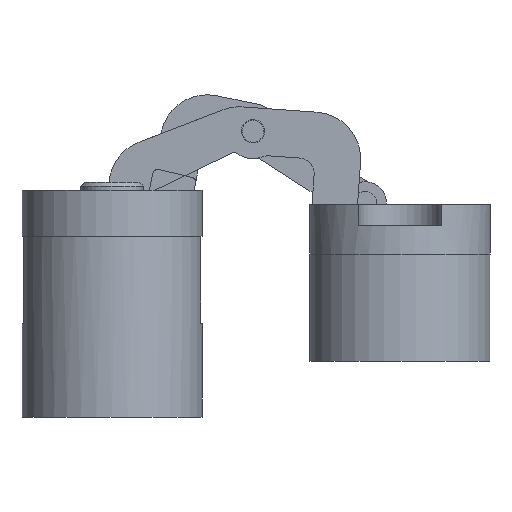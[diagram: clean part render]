
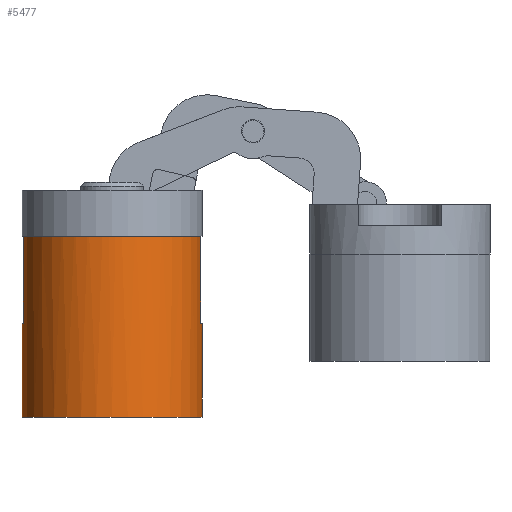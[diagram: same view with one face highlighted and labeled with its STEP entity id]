
A CAD part, front view. The second image highlights one B-rep face of the part: STEP entity #5477.
In plain terms, the highlighted cylindrical face has radius 11.5 mm (diameter 23 mm), a partial arc.
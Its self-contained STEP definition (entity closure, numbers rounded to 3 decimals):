
#365=CYLINDRICAL_SURFACE('',#6067,11.5);
#573=FACE_OUTER_BOUND('',#877,.T.);
#877=EDGE_LOOP('',(#4463,#4464,#4465,#4466,#4467,#4468,#4469,#4470,#4471,
#4472,#4473,#4474,#4475,#4476,#4477,#4478));
#1146=LINE('',#8269,#1693);
#1151=LINE('',#8279,#1698);
#1174=LINE('',#8355,#1721);
#1180=LINE('',#8367,#1727);
#1292=LINE('',#8703,#1839);
#1336=LINE('',#8822,#1883);
#1345=LINE('',#8839,#1892);
#1375=LINE('',#8905,#1922);
#1693=VECTOR('',#6552,10.);
#1698=VECTOR('',#6559,10.);
#1721=VECTOR('',#6638,10.);
#1727=VECTOR('',#6646,10.);
#1839=VECTOR('',#6992,10.);
#1883=VECTOR('',#7114,10.);
#1892=VECTOR('',#7125,10.);
#1922=VECTOR('',#7187,10.);
#2185=CIRCLE('',#5872,11.5);
#2203=CIRCLE('',#5908,11.5);
#2245=CIRCLE('',#6004,11.5);
#2252=CIRCLE('',#6014,11.5);
#2268=CIRCLE('',#6068,11.5);
#2269=CIRCLE('',#6069,11.5);
#2270=CIRCLE('',#6070,11.5);
#2271=CIRCLE('',#6071,11.5);
#2489=VERTEX_POINT('',#8266);
#2490=VERTEX_POINT('',#8268);
#2492=VERTEX_POINT('',#8273);
#2494=VERTEX_POINT('',#8277);
#2517=VERTEX_POINT('',#8351);
#2519=VERTEX_POINT('',#8354);
#2522=VERTEX_POINT('',#8361);
#2524=VERTEX_POINT('',#8365);
#2621=VERTEX_POINT('',#8679);
#2623=VERTEX_POINT('',#8682);
#2630=VERTEX_POINT('',#8700);
#2631=VERTEX_POINT('',#8702);
#2638=VERTEX_POINT('',#8718);
#2667=VERTEX_POINT('',#8821);
#2672=VERTEX_POINT('',#8832);
#2694=VERTEX_POINT('',#8903);
#3036=EDGE_CURVE('',#2489,#2490,#1146,.T.);
#3041=EDGE_CURVE('',#2492,#2494,#1151,.T.);
#3050=EDGE_CURVE('',#2494,#2490,#2185,.T.);
#3078=EDGE_CURVE('',#2517,#2519,#1174,.T.);
#3084=EDGE_CURVE('',#2522,#2524,#1180,.T.);
#3102=EDGE_CURVE('',#2524,#2519,#2203,.T.);
#3240=EDGE_CURVE('',#2623,#2621,#2245,.T.);
#3250=EDGE_CURVE('',#2630,#2631,#1292,.T.);
#3259=EDGE_CURVE('',#2630,#2638,#2252,.T.);
#3310=EDGE_CURVE('',#2638,#2667,#1336,.T.);
#3319=EDGE_CURVE('',#2672,#2623,#1345,.T.);
#3352=EDGE_CURVE('',#2621,#2694,#1375,.T.);
#3356=EDGE_CURVE('',#2667,#2492,#2268,.T.);
#3357=EDGE_CURVE('',#2489,#2522,#2269,.T.);
#3358=EDGE_CURVE('',#2517,#2672,#2270,.T.);
#3359=EDGE_CURVE('',#2631,#2694,#2271,.T.);
#4463=ORIENTED_EDGE('',*,*,#3259,.T.);
#4464=ORIENTED_EDGE('',*,*,#3310,.T.);
#4465=ORIENTED_EDGE('',*,*,#3356,.T.);
#4466=ORIENTED_EDGE('',*,*,#3041,.T.);
#4467=ORIENTED_EDGE('',*,*,#3050,.T.);
#4468=ORIENTED_EDGE('',*,*,#3036,.F.);
#4469=ORIENTED_EDGE('',*,*,#3357,.T.);
#4470=ORIENTED_EDGE('',*,*,#3084,.T.);
#4471=ORIENTED_EDGE('',*,*,#3102,.T.);
#4472=ORIENTED_EDGE('',*,*,#3078,.F.);
#4473=ORIENTED_EDGE('',*,*,#3358,.T.);
#4474=ORIENTED_EDGE('',*,*,#3319,.T.);
#4475=ORIENTED_EDGE('',*,*,#3240,.T.);
#4476=ORIENTED_EDGE('',*,*,#3352,.T.);
#4477=ORIENTED_EDGE('',*,*,#3359,.F.);
#4478=ORIENTED_EDGE('',*,*,#3250,.F.);
#5477=ADVANCED_FACE('',(#573),#365,.T.);
#5872=AXIS2_PLACEMENT_3D('',#8296,#6580,#6581);
#5908=AXIS2_PLACEMENT_3D('',#8402,#6686,#6687);
#6004=AXIS2_PLACEMENT_3D('',#8683,#6974,#6975);
#6014=AXIS2_PLACEMENT_3D('',#8720,#7006,#7007);
#6067=AXIS2_PLACEMENT_3D('',#8912,#7193,#7194);
#6068=AXIS2_PLACEMENT_3D('',#8913,#7195,#7196);
#6069=AXIS2_PLACEMENT_3D('',#8914,#7197,#7198);
#6070=AXIS2_PLACEMENT_3D('',#8915,#7199,#7200);
#6071=AXIS2_PLACEMENT_3D('',#8916,#7201,#7202);
#6552=DIRECTION('',(0.,0.,1.));
#6559=DIRECTION('',(0.,0.,1.));
#6580=DIRECTION('center_axis',(0.,0.,-1.));
#6581=DIRECTION('ref_axis',(-0.987,0.161,0.));
#6638=DIRECTION('',(0.,0.,1.));
#6646=DIRECTION('',(0.,0.,1.));
#6686=DIRECTION('center_axis',(0.,0.,-1.));
#6687=DIRECTION('ref_axis',(-0.987,0.161,0.));
#6974=DIRECTION('center_axis',(0.,0.,-1.));
#6975=DIRECTION('ref_axis',(-1.,0.,0.));
#6992=DIRECTION('',(0.,0.,-1.));
#7006=DIRECTION('center_axis',(0.,0.,-1.));
#7007=DIRECTION('ref_axis',(-1.,0.,0.));
#7114=DIRECTION('',(0.,0.,1.));
#7125=DIRECTION('',(0.,0.,-1.));
#7187=DIRECTION('',(0.,0.,-1.));
#7193=DIRECTION('center_axis',(0.,0.,1.));
#7194=DIRECTION('ref_axis',(-1.,0.,0.));
#7195=DIRECTION('center_axis',(0.,0.,-1.));
#7196=DIRECTION('ref_axis',(-1.,0.,0.));
#7197=DIRECTION('center_axis',(0.,0.,-1.));
#7198=DIRECTION('ref_axis',(-1.,0.,0.));
#7199=DIRECTION('center_axis',(0.,0.,-1.));
#7200=DIRECTION('ref_axis',(-1.,0.,0.));
#7201=DIRECTION('center_axis',(0.,0.,-1.));
#7202=DIRECTION('ref_axis',(-1.,0.,0.));
#8266=CARTESIAN_POINT('',(1.25,-30.082,23.1));
#8268=CARTESIAN_POINT('',(1.25,-30.082,26.1));
#8269=CARTESIAN_POINT('',(1.25,-30.082,23.1));
#8273=CARTESIAN_POINT('',(9.,-25.809,23.1));
#8277=CARTESIAN_POINT('',(9.,-25.809,26.1));
#8279=CARTESIAN_POINT('',(9.,-25.809,23.1));
#8296=CARTESIAN_POINT('Origin',(0.,-18.65,26.1));
#8351=CARTESIAN_POINT('',(-9.,-25.809,23.1));
#8354=CARTESIAN_POINT('',(-9.,-25.809,26.1));
#8355=CARTESIAN_POINT('',(-9.,-25.809,23.1));
#8361=CARTESIAN_POINT('',(-1.25,-30.082,23.1));
#8365=CARTESIAN_POINT('',(-1.25,-30.082,26.1));
#8367=CARTESIAN_POINT('',(-1.25,-30.082,23.1));
#8402=CARTESIAN_POINT('Origin',(0.,-18.65,26.1));
#8679=CARTESIAN_POINT('',(-11.5,-18.65,12.));
#8682=CARTESIAN_POINT('',(-11.35,-20.5,12.));
#8683=CARTESIAN_POINT('Origin',(0.,-18.65,12.));
#8700=CARTESIAN_POINT('',(11.5,-18.65,12.));
#8702=CARTESIAN_POINT('',(11.5,-18.65,0.));
#8703=CARTESIAN_POINT('',(11.5,-18.65,0.));
#8718=CARTESIAN_POINT('',(11.35,-20.5,12.));
#8720=CARTESIAN_POINT('Origin',(0.,-18.65,12.));
#8821=CARTESIAN_POINT('',(11.35,-20.5,23.1));
#8822=CARTESIAN_POINT('',(11.35,-20.5,0.));
#8832=CARTESIAN_POINT('',(-11.35,-20.5,23.1));
#8839=CARTESIAN_POINT('',(-11.35,-20.5,0.));
#8903=CARTESIAN_POINT('',(-11.5,-18.65,0.));
#8905=CARTESIAN_POINT('',(-11.5,-18.65,0.));
#8912=CARTESIAN_POINT('Origin',(0.,-18.65,0.));
#8913=CARTESIAN_POINT('Origin',(0.,-18.65,23.1));
#8914=CARTESIAN_POINT('Origin',(0.,-18.65,23.1));
#8915=CARTESIAN_POINT('Origin',(0.,-18.65,23.1));
#8916=CARTESIAN_POINT('Origin',(0.,-18.65,0.));
